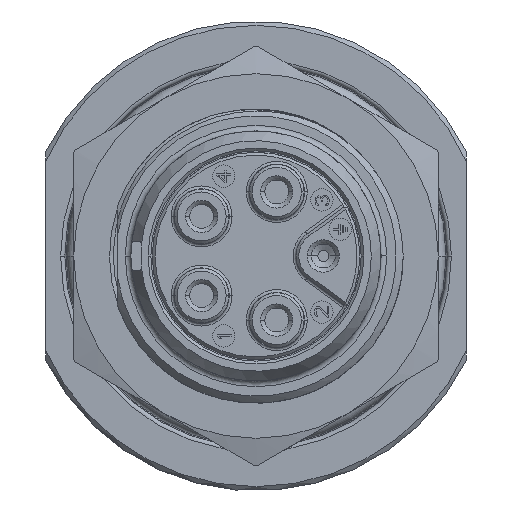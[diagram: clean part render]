
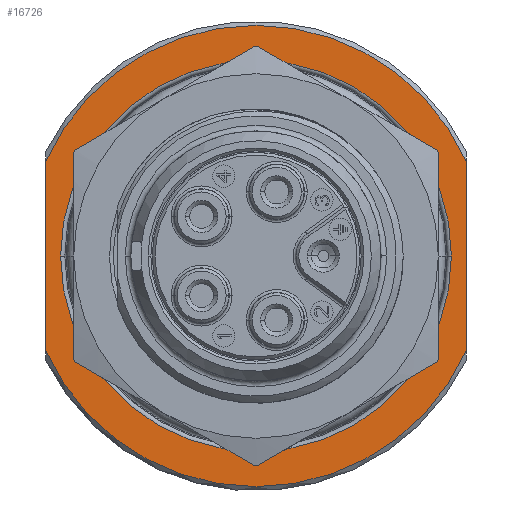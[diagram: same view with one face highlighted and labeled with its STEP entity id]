
A CAD part, left-side view. The second image highlights one B-rep face of the part: STEP entity #16726.
In plain terms, the highlighted planar face has unit normal (-1, 0, 0).
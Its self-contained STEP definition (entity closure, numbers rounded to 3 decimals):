
#108=CARTESIAN_POINT('',(20.5,0.,0.));
#109=DIRECTION('',(-1.,0.,0.));
#110=DIRECTION('',(0.,0.912,-0.411));
#111=AXIS2_PLACEMENT_3D('',#108,#109,#110);
#132=DIRECTION('',(0.,0.,1.));
#133=VECTOR('',#132,13.506);
#134=CARTESIAN_POINT('',(20.5,15.,-6.753));
#135=LINE('1513',#134,#133);
#136=DIRECTION('',(0.,0.,-1.));
#137=VECTOR('',#136,13.506);
#138=CARTESIAN_POINT('',(20.5,-15.,6.753));
#139=LINE('1512',#138,#137);
#140=CARTESIAN_POINT('',(20.5,0.,0.));
#141=DIRECTION('',(1.,0.,0.));
#142=DIRECTION('',(0.,0.912,0.411));
#143=AXIS2_PLACEMENT_3D('',#140,#141,#142);
#164=CARTESIAN_POINT('',(20.5,0.,0.));
#165=DIRECTION('',(1.,0.,0.));
#166=DIRECTION('',(0.,1.,0.));
#167=AXIS2_PLACEMENT_3D('',#164,#165,#166);
#179=CARTESIAN_POINT('',(20.5,0.,0.));
#180=DIRECTION('',(1.,0.,0.));
#181=DIRECTION('',(0.,-1.,0.));
#182=AXIS2_PLACEMENT_3D('',#179,#180,#181);
#13962=CARTESIAN_POINT('',(20.5,13.939,0.));
#13963=CARTESIAN_POINT('',(20.5,-13.939,0.));
#13964=VERTEX_POINT('',#13962);
#13965=VERTEX_POINT('',#13963);
#14002=CARTESIAN_POINT('',(20.5,15.,6.753));
#14003=CARTESIAN_POINT('',(20.5,-15.,6.753));
#14004=VERTEX_POINT('',#14002);
#14005=VERTEX_POINT('',#14003);
#14018=CARTESIAN_POINT('',(20.5,15.,-6.753));
#14019=CARTESIAN_POINT('',(20.5,-15.,-6.753));
#14020=VERTEX_POINT('',#14018);
#14021=VERTEX_POINT('',#14019);
#16708=CARTESIAN_POINT('',(20.5,0.,0.));
#16709=DIRECTION('',(1.,0.,0.));
#16710=DIRECTION('',(0.,-1.,0.));
#16711=AXIS2_PLACEMENT_3D('',#16708,#16709,#16710);
#16712=PLANE('247',#16711);
#16713=ORIENTED_EDGE('1513',*,*,#16609,.T.);
#16715=ORIENTED_EDGE('1494',*,*,#16714,.T.);
#16716=ORIENTED_EDGE('1512',*,*,#16660,.T.);
#16717=ORIENTED_EDGE('1504',*,*,#16700,.F.);
#16718=EDGE_LOOP('247',(#16713,#16715,#16716,#16717));
#16719=FACE_OUTER_BOUND('247',#16718,.F.);
#16721=ORIENTED_EDGE('1452',*,*,#16720,.F.);
#16723=ORIENTED_EDGE('1454',*,*,#16722,.F.);
#16724=EDGE_LOOP('247',(#16721,#16723));
#16725=FACE_BOUND('247',#16724,.F.);
#112=CIRCLE('1504',#111,16.45);
#144=CIRCLE('1494',#143,16.45);
#168=CIRCLE('1452',#167,13.939);
#183=CIRCLE('1454',#182,13.939);
#16609=EDGE_CURVE('1513',#14020,#14004,#135,.T.);
#16660=EDGE_CURVE('1512',#14005,#14021,#139,.T.);
#16700=EDGE_CURVE('1504',#14020,#14021,#112,.T.);
#16714=EDGE_CURVE('1494',#14004,#14005,#144,.T.);
#16720=EDGE_CURVE('1452',#13964,#13965,#168,.T.);
#16722=EDGE_CURVE('1454',#13965,#13964,#183,.T.);
#16726=ADVANCED_FACE('247',(#16719,#16725),#16712,.F.);
